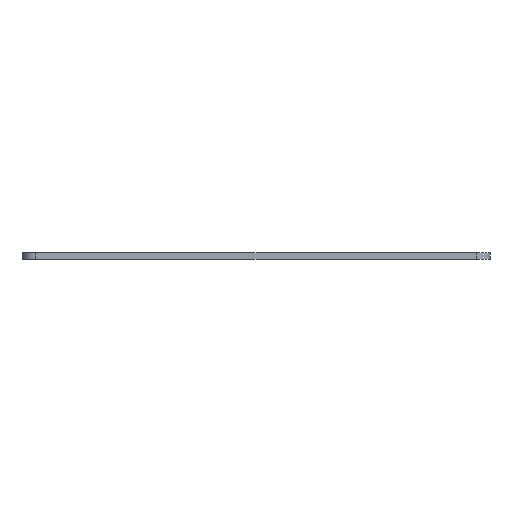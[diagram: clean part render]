
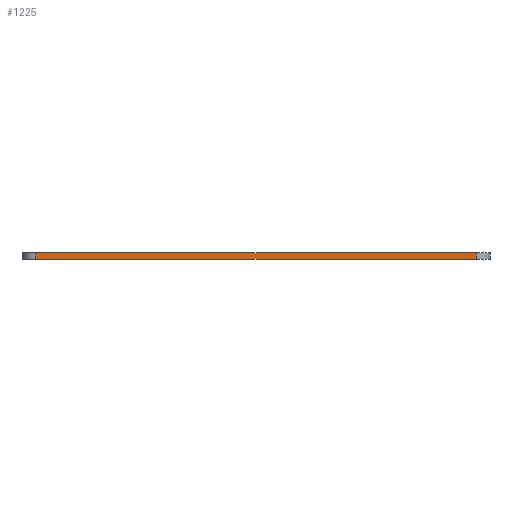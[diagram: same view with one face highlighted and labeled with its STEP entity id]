
A CAD part, left-side view. The second image highlights one B-rep face of the part: STEP entity #1225.
In plain terms, the highlighted planar face has unit normal (-1, 0, 0).
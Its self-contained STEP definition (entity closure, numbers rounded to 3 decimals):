
#117=FACE_OUTER_BOUND('',#201,.T.);
#201=EDGE_LOOP('',(#963,#964,#965,#966));
#269=LINE('',#1791,#401);
#302=LINE('',#1909,#434);
#334=LINE('',#2013,#466);
#335=LINE('',#2015,#467);
#401=VECTOR('',#1431,10.);
#434=VECTOR('',#1518,10.);
#466=VECTOR('',#1596,10.);
#467=VECTOR('',#1599,10.);
#530=VERTEX_POINT('',#1788);
#531=VERTEX_POINT('',#1790);
#588=VERTEX_POINT('',#1906);
#589=VERTEX_POINT('',#1908);
#654=EDGE_CURVE('',#530,#531,#269,.T.);
#713=EDGE_CURVE('',#588,#589,#302,.T.);
#766=EDGE_CURVE('',#589,#530,#334,.T.);
#767=EDGE_CURVE('',#531,#588,#335,.T.);
#963=ORIENTED_EDGE('',*,*,#766,.F.);
#964=ORIENTED_EDGE('',*,*,#713,.F.);
#965=ORIENTED_EDGE('',*,*,#767,.F.);
#966=ORIENTED_EDGE('',*,*,#654,.F.);
#1185=PLANE('',#1349);
#1225=ADVANCED_FACE('',(#117),#1185,.T.);
#1349=AXIS2_PLACEMENT_3D('',#2014,#1597,#1598);
#1431=DIRECTION('',(0.,-1.,0.));
#1518=DIRECTION('',(0.,1.,0.));
#1596=DIRECTION('',(0.,0.,1.));
#1597=DIRECTION('center_axis',(-1.,0.,0.));
#1598=DIRECTION('ref_axis',(0.,-1.,0.));
#1599=DIRECTION('',(0.,0.,-1.));
#1788=CARTESIAN_POINT('',(-54.473,11.25,1.5));
#1790=CARTESIAN_POINT('',(-54.473,-85.981,1.5));
#1791=CARTESIAN_POINT('',(-54.473,-88.981,1.5));
#1906=CARTESIAN_POINT('',(-54.473,-85.981,0.));
#1908=CARTESIAN_POINT('',(-54.473,11.25,0.));
#1909=CARTESIAN_POINT('',(-54.473,-88.981,0.));
#2013=CARTESIAN_POINT('',(-54.473,11.25,0.));
#2014=CARTESIAN_POINT('Origin',(-54.473,14.25,0.));
#2015=CARTESIAN_POINT('',(-54.473,-85.981,0.));
